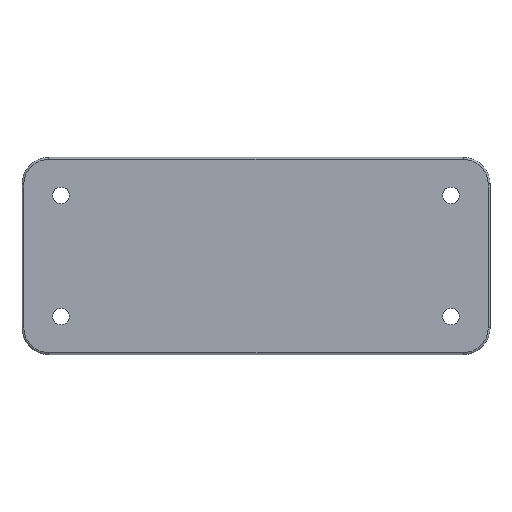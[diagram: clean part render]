
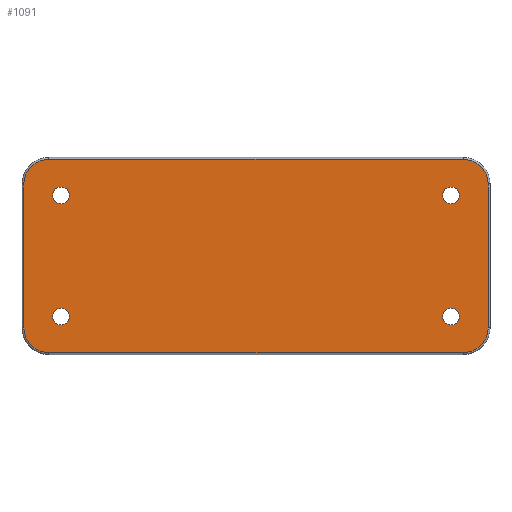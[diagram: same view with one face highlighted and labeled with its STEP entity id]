
A CAD part, top view. The second image highlights one B-rep face of the part: STEP entity #1091.
In plain terms, the highlighted planar face has unit normal (0, 0, 1).
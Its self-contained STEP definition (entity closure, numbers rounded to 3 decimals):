
#13 = VERTEX_POINT ( 'NONE', #1328 ) ;
#46 = ORIENTED_EDGE ( 'NONE', *, *, #1674, .T. ) ;
#65 = CARTESIAN_POINT ( 'NONE',  ( -53.7, 16., 0. ) ) ;
#81 = DIRECTION ( 'NONE',  ( 1., 0., 0. ) ) ;
#100 = DIRECTION ( 'NONE',  ( 1., 0., 0. ) ) ;
#182 = CIRCLE ( 'NONE', #321, 2.2 ) ;
#200 = PLANE ( 'NONE',  #2619 ) ;
#201 = CARTESIAN_POINT ( 'NONE',  ( 51.5, 16., 0. ) ) ;
#206 = VERTEX_POINT ( 'NONE', #514 ) ;
#223 = ORIENTED_EDGE ( 'NONE', *, *, #3091, .T. ) ;
#241 = DIRECTION ( 'NONE',  ( 0., 0., 1. ) ) ;
#243 = FACE_BOUND ( 'NONE', #647, .T. ) ;
#247 = CARTESIAN_POINT ( 'NONE',  ( -61.25, 19., 0. ) ) ;
#265 = VERTEX_POINT ( 'NONE', #1501 ) ;
#321 = AXIS2_PLACEMENT_3D ( 'NONE', #2959, #1552, #100 ) ;
#380 = ORIENTED_EDGE ( 'NONE', *, *, #2469, .T. ) ;
#387 = CARTESIAN_POINT ( 'NONE',  ( -51.5, 16., 0. ) ) ;
#393 = CARTESIAN_POINT ( 'NONE',  ( 51.5, -16., 0. ) ) ;
#447 = DIRECTION ( 'NONE',  ( -1., 0., 0. ) ) ;
#460 = AXIS2_PLACEMENT_3D ( 'NONE', #2939, #1532, #81 ) ;
#465 = ORIENTED_EDGE ( 'NONE', *, *, #2908, .T. ) ;
#470 = VERTEX_POINT ( 'NONE', #1147 ) ;
#473 = LINE ( 'NONE', #840, #1671 ) ;
#489 = EDGE_CURVE ( 'NONE', #2267, #1938, #1248, .T. ) ;
#506 = CARTESIAN_POINT ( 'NONE',  ( 61.25, -19., 0. ) ) ;
#511 = CIRCLE ( 'NONE', #1734, 2.2 ) ;
#514 = CARTESIAN_POINT ( 'NONE',  ( 49.3, -16., 0. ) ) ;
#581 = CARTESIAN_POINT ( 'NONE',  ( -61.25, -19., 0. ) ) ;
#611 = VECTOR ( 'NONE', #2348, 1000. ) ;
#612 = VERTEX_POINT ( 'NONE', #247 ) ;
#614 = CIRCLE ( 'NONE', #1609, 2.2 ) ;
#629 = DIRECTION ( 'NONE',  ( 1., 0., 0. ) ) ;
#636 = DIRECTION ( 'NONE',  ( -1., 0., 0. ) ) ;
#639 = CIRCLE ( 'NONE', #1274, 2.2 ) ;
#647 = EDGE_LOOP ( 'NONE', ( #3061, #465 ) ) ;
#728 = CARTESIAN_POINT ( 'NONE',  ( 54.75, -25.5, 0. ) ) ;
#743 = AXIS2_PLACEMENT_3D ( 'NONE', #201, #1882, #447 ) ;
#759 = CARTESIAN_POINT ( 'NONE',  ( -54.75, 25.5, 0. ) ) ;
#762 = ORIENTED_EDGE ( 'NONE', *, *, #1437, .T. ) ;
#795 = ORIENTED_EDGE ( 'NONE', *, *, #2707, .T. ) ;
#817 = CARTESIAN_POINT ( 'NONE',  ( 53.7, -16., 0. ) ) ;
#829 = VERTEX_POINT ( 'NONE', #2332 ) ;
#840 = CARTESIAN_POINT ( 'NONE',  ( -61.25, -19., 0. ) ) ;
#858 = VERTEX_POINT ( 'NONE', #65 ) ;
#912 = EDGE_LOOP ( 'NONE', ( #2580, #223, #762, #380, #2037, #1661, #795, #1944 ) ) ;
#952 = EDGE_CURVE ( 'NONE', #858, #829, #1461, .T. ) ;
#961 = FACE_BOUND ( 'NONE', #2040, .T. ) ;
#974 = CARTESIAN_POINT ( 'NONE',  ( 51.5, 16., 0. ) ) ;
#1020 = ORIENTED_EDGE ( 'NONE', *, *, #2697, .T. ) ;
#1032 = CIRCLE ( 'NONE', #1992, 2.2 ) ;
#1035 = AXIS2_PLACEMENT_3D ( 'NONE', #1280, #2938, #1531 ) ;
#1054 = DIRECTION ( 'NONE',  ( -1., 0., 0. ) ) ;
#1063 = DIRECTION ( 'NONE',  ( 0., 0., 1. ) ) ;
#1075 = CARTESIAN_POINT ( 'NONE',  ( -51.5, -16., 0. ) ) ;
#1091 = ADVANCED_FACE ( 'NONE', ( #2510, #243, #1526, #961, #2692 ), #200, .T. ) ;
#1105 = CIRCLE ( 'NONE', #2373, 6.5 ) ;
#1128 = ORIENTED_EDGE ( 'NONE', *, *, #1278, .F. ) ;
#1147 = CARTESIAN_POINT ( 'NONE',  ( 54.75, 25.5, 0. ) ) ;
#1191 = CIRCLE ( 'NONE', #1035, 6.5 ) ;
#1206 = DIRECTION ( 'NONE',  ( 1., 0., 0. ) ) ;
#1213 = DIRECTION ( 'NONE',  ( -1., 0., 0. ) ) ;
#1226 = VERTEX_POINT ( 'NONE', #2512 ) ;
#1238 = VERTEX_POINT ( 'NONE', #1341 ) ;
#1248 = LINE ( 'NONE', #3050, #611 ) ;
#1250 = CIRCLE ( 'NONE', #1925, 2.2 ) ;
#1263 = EDGE_CURVE ( 'NONE', #829, #858, #614, .T. ) ;
#1274 = AXIS2_PLACEMENT_3D ( 'NONE', #393, #2055, #636 ) ;
#1278 = EDGE_CURVE ( 'NONE', #2451, #206, #1250, .T. ) ;
#1280 = CARTESIAN_POINT ( 'NONE',  ( 54.75, 19., 0. ) ) ;
#1304 = CARTESIAN_POINT ( 'NONE',  ( 54.75, 25.5, 0. ) ) ;
#1306 = DIRECTION ( 'NONE',  ( 0., 0., 1. ) ) ;
#1318 = CARTESIAN_POINT ( 'NONE',  ( -54.75, -25.5, 0. ) ) ;
#1328 = CARTESIAN_POINT ( 'NONE',  ( 49.3, 16., 0. ) ) ;
#1329 = DIRECTION ( 'NONE',  ( 1., 0., 0. ) ) ;
#1341 = CARTESIAN_POINT ( 'NONE',  ( 53.7, 16., 0. ) ) ;
#1356 = CARTESIAN_POINT ( 'NONE',  ( 51.5, -16., 0. ) ) ;
#1362 = EDGE_LOOP ( 'NONE', ( #2130, #1629 ) ) ;
#1395 = VECTOR ( 'NONE', #1054, 1000. ) ;
#1419 = DIRECTION ( 'NONE',  ( 0., 0., 1. ) ) ;
#1437 = EDGE_CURVE ( 'NONE', #1655, #1226, #2954, .T. ) ;
#1460 = EDGE_CURVE ( 'NONE', #1238, #13, #511, .T. ) ;
#1461 = CIRCLE ( 'NONE', #460, 2.2 ) ;
#1501 = CARTESIAN_POINT ( 'NONE',  ( -49.3, -16., 0. ) ) ;
#1510 = EDGE_LOOP ( 'NONE', ( #46, #1020 ) ) ;
#1520 = CIRCLE ( 'NONE', #2902, 6.5 ) ;
#1526 = FACE_BOUND ( 'NONE', #1362, .T. ) ;
#1531 = DIRECTION ( 'NONE',  ( 1., 0., 0. ) ) ;
#1532 = DIRECTION ( 'NONE',  ( 0., 0., 1. ) ) ;
#1552 = DIRECTION ( 'NONE',  ( 0., 0., -1. ) ) ;
#1594 = DIRECTION ( 'NONE',  ( -1., 0., 0. ) ) ;
#1609 = AXIS2_PLACEMENT_3D ( 'NONE', #387, #2050, #629 ) ;
#1614 = EDGE_CURVE ( 'NONE', #1938, #470, #1191, .T. ) ;
#1629 = ORIENTED_EDGE ( 'NONE', *, *, #952, .F. ) ;
#1648 = EDGE_CURVE ( 'NONE', #2214, #612, #1738, .T. ) ;
#1652 = EDGE_CURVE ( 'NONE', #612, #2685, #473, .T. ) ;
#1655 = VERTEX_POINT ( 'NONE', #1318 ) ;
#1661 = ORIENTED_EDGE ( 'NONE', *, *, #1614, .T. ) ;
#1671 = VECTOR ( 'NONE', #2971, 1000. ) ;
#1674 = EDGE_CURVE ( 'NONE', #265, #2223, #1032, .T. ) ;
#1675 = CARTESIAN_POINT ( 'NONE',  ( -54.75, -19., 0. ) ) ;
#1682 = AXIS2_PLACEMENT_3D ( 'NONE', #2501, #1063, #2729 ) ;
#1734 = AXIS2_PLACEMENT_3D ( 'NONE', #974, #2635, #1213 ) ;
#1738 = CIRCLE ( 'NONE', #1682, 6.5 ) ;
#1882 = DIRECTION ( 'NONE',  ( 0., 0., -1. ) ) ;
#1912 = DIRECTION ( 'NONE',  ( 1., 0., 0. ) ) ;
#1914 = CARTESIAN_POINT ( 'NONE',  ( 61.25, 19., 0. ) ) ;
#1925 = AXIS2_PLACEMENT_3D ( 'NONE', #1356, #3009, #1594 ) ;
#1938 = VERTEX_POINT ( 'NONE', #1914 ) ;
#1944 = ORIENTED_EDGE ( 'NONE', *, *, #1648, .T. ) ;
#1992 = AXIS2_PLACEMENT_3D ( 'NONE', #1075, #2739, #1329 ) ;
#2006 = LINE ( 'NONE', #1304, #1395 ) ;
#2037 = ORIENTED_EDGE ( 'NONE', *, *, #489, .T. ) ;
#2040 = EDGE_LOOP ( 'NONE', ( #1128, #2711 ) ) ;
#2050 = DIRECTION ( 'NONE',  ( 0., 0., 1. ) ) ;
#2055 = DIRECTION ( 'NONE',  ( 0., 0., 1. ) ) ;
#2130 = ORIENTED_EDGE ( 'NONE', *, *, #1263, .F. ) ;
#2214 = VERTEX_POINT ( 'NONE', #759 ) ;
#2223 = VERTEX_POINT ( 'NONE', #2427 ) ;
#2267 = VERTEX_POINT ( 'NONE', #506 ) ;
#2332 = CARTESIAN_POINT ( 'NONE',  ( -49.3, 16., 0. ) ) ;
#2336 = VECTOR ( 'NONE', #1206, 1000. ) ;
#2348 = DIRECTION ( 'NONE',  ( 0., 1., 0. ) ) ;
#2373 = AXIS2_PLACEMENT_3D ( 'NONE', #2712, #1306, #2960 ) ;
#2378 = CIRCLE ( 'NONE', #743, 2.2 ) ;
#2427 = CARTESIAN_POINT ( 'NONE',  ( -53.7, -16., 0. ) ) ;
#2451 = VERTEX_POINT ( 'NONE', #817 ) ;
#2469 = EDGE_CURVE ( 'NONE', #1226, #2267, #1105, .T. ) ;
#2501 = CARTESIAN_POINT ( 'NONE',  ( -54.75, 19., 0. ) ) ;
#2510 = FACE_OUTER_BOUND ( 'NONE', #912, .T. ) ;
#2512 = CARTESIAN_POINT ( 'NONE',  ( 54.75, -25.5, 0. ) ) ;
#2580 = ORIENTED_EDGE ( 'NONE', *, *, #1652, .T. ) ;
#2619 = AXIS2_PLACEMENT_3D ( 'NONE', #2827, #1419, #3083 ) ;
#2635 = DIRECTION ( 'NONE',  ( 0., 0., -1. ) ) ;
#2685 = VERTEX_POINT ( 'NONE', #581 ) ;
#2692 = FACE_BOUND ( 'NONE', #1510, .T. ) ;
#2697 = EDGE_CURVE ( 'NONE', #2223, #265, #182, .T. ) ;
#2707 = EDGE_CURVE ( 'NONE', #470, #2214, #2006, .T. ) ;
#2711 = ORIENTED_EDGE ( 'NONE', *, *, #2746, .F. ) ;
#2712 = CARTESIAN_POINT ( 'NONE',  ( 54.75, -19., 0. ) ) ;
#2729 = DIRECTION ( 'NONE',  ( 1., 0., 0. ) ) ;
#2739 = DIRECTION ( 'NONE',  ( 0., 0., -1. ) ) ;
#2746 = EDGE_CURVE ( 'NONE', #206, #2451, #639, .T. ) ;
#2827 = CARTESIAN_POINT ( 'NONE',  ( 54.75, -19., 0. ) ) ;
#2902 = AXIS2_PLACEMENT_3D ( 'NONE', #1675, #241, #1912 ) ;
#2908 = EDGE_CURVE ( 'NONE', #13, #1238, #2378, .T. ) ;
#2938 = DIRECTION ( 'NONE',  ( 0., 0., 1. ) ) ;
#2939 = CARTESIAN_POINT ( 'NONE',  ( -51.5, 16., 0. ) ) ;
#2954 = LINE ( 'NONE', #728, #2336 ) ;
#2959 = CARTESIAN_POINT ( 'NONE',  ( -51.5, -16., 0. ) ) ;
#2960 = DIRECTION ( 'NONE',  ( 1., 0., 0. ) ) ;
#2971 = DIRECTION ( 'NONE',  ( 0., -1., 0. ) ) ;
#3009 = DIRECTION ( 'NONE',  ( 0., 0., 1. ) ) ;
#3050 = CARTESIAN_POINT ( 'NONE',  ( 61.25, -19., 0. ) ) ;
#3061 = ORIENTED_EDGE ( 'NONE', *, *, #1460, .T. ) ;
#3083 = DIRECTION ( 'NONE',  ( 1., 0., 0. ) ) ;
#3091 = EDGE_CURVE ( 'NONE', #2685, #1655, #1520, .T. ) ;
